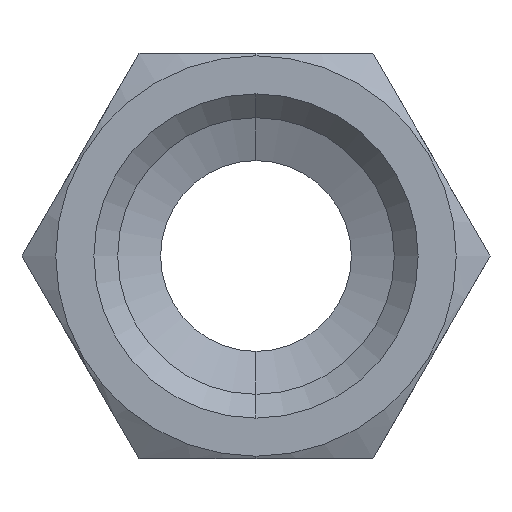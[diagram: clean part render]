
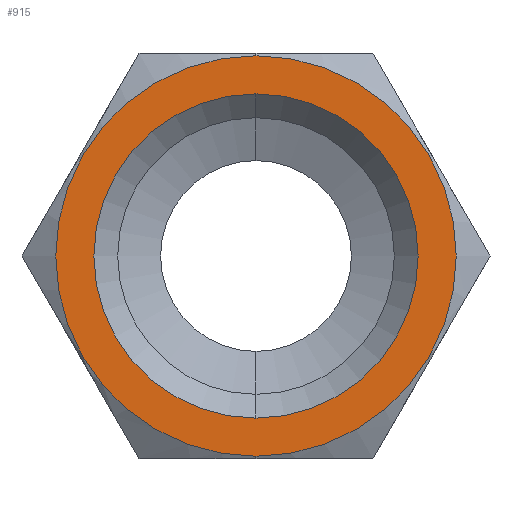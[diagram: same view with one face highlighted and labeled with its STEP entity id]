
A CAD part, front view. The second image highlights one B-rep face of the part: STEP entity #915.
In plain terms, the highlighted planar face has unit normal (0, -1, 0).
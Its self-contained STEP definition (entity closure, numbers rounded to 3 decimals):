
#29 = CARTESIAN_POINT ( 'NONE',  ( 0., -50.5, 8.4 ) ) ;
#33 = DIRECTION ( 'NONE',  ( 0., 0., -1. ) ) ;
#37 = CARTESIAN_POINT ( 'NONE',  ( 0., -50.5, 0. ) ) ;
#63 = CARTESIAN_POINT ( 'NONE',  ( 0., -50.5, -6.8 ) ) ;
#73 = CARTESIAN_POINT ( 'NONE',  ( 0., -50.5, -8.4 ) ) ;
#75 = DIRECTION ( 'NONE',  ( 0., 1., 0. ) ) ;
#90 = CARTESIAN_POINT ( 'NONE',  ( 0., -50.5, 6.8 ) ) ;
#101 = DIRECTION ( 'NONE',  ( 0., 0., 1. ) ) ;
#106 = DIRECTION ( 'NONE',  ( 0., -1., 0. ) ) ;
#112 = CARTESIAN_POINT ( 'NONE',  ( 0., -50.5, 0. ) ) ;
#136 = FACE_BOUND ( 'NONE', #526, .T. ) ;
#142 = FACE_OUTER_BOUND ( 'NONE', #519, .T. ) ;
#151 = ORIENTED_EDGE ( 'NONE', *, *, #881, .T. ) ;
#202 = ORIENTED_EDGE ( 'NONE', *, *, #949, .T. ) ;
#207 = ORIENTED_EDGE ( 'NONE', *, *, #882, .T. ) ;
#222 = ORIENTED_EDGE ( 'NONE', *, *, #961, .T. ) ;
#311 = CIRCLE ( 'NONE', #317, 8.4 ) ;
#317 = AXIS2_PLACEMENT_3D ( 'NONE', #1138, #1137, #1136 ) ;
#422 = CIRCLE ( 'NONE', #871, 6.8 ) ;
#466 = VERTEX_POINT ( 'NONE', #73 ) ;
#475 = VERTEX_POINT ( 'NONE', #63 ) ;
#507 = VERTEX_POINT ( 'NONE', #29 ) ;
#519 = EDGE_LOOP ( 'NONE', ( #151, #222 ) ) ;
#526 = EDGE_LOOP ( 'NONE', ( #202, #207 ) ) ;
#553 = VERTEX_POINT ( 'NONE', #90 ) ;
#735 = PLANE ( 'NONE',  #1037 ) ;
#736 = CARTESIAN_POINT ( 'NONE',  ( 8.4, -50.5, 0. ) ) ;
#768 = DIRECTION ( 'NONE',  ( 0., 0., -1. ) ) ;
#769 = DIRECTION ( 'NONE',  ( 0., -1., 0. ) ) ;
#847 = AXIS2_PLACEMENT_3D ( 'NONE', #37, #106, #33 ) ;
#851 = CIRCLE ( 'NONE', #847, 8.4 ) ;
#853 = AXIS2_PLACEMENT_3D ( 'NONE', #112, #75, #101 ) ;
#856 = CIRCLE ( 'NONE', #853, 6.8 ) ;
#871 = AXIS2_PLACEMENT_3D ( 'NONE', #1175, #1173, #1172 ) ;
#881 = EDGE_CURVE ( 'NONE', #507, #466, #851, .T. ) ;
#882 = EDGE_CURVE ( 'NONE', #553, #475, #856, .T. ) ;
#915 = ADVANCED_FACE ( 'NONE', ( #142, #136 ), #735, .T. ) ;
#949 = EDGE_CURVE ( 'NONE', #475, #553, #422, .T. ) ;
#961 = EDGE_CURVE ( 'NONE', #466, #507, #311, .T. ) ;
#1037 = AXIS2_PLACEMENT_3D ( 'NONE', #736, #769, #768 ) ;
#1136 = DIRECTION ( 'NONE',  ( 0., 0., -1. ) ) ;
#1137 = DIRECTION ( 'NONE',  ( 0., -1., 0. ) ) ;
#1138 = CARTESIAN_POINT ( 'NONE',  ( 0., -50.5, 0. ) ) ;
#1172 = DIRECTION ( 'NONE',  ( 0., 0., 1. ) ) ;
#1173 = DIRECTION ( 'NONE',  ( 0., 1., 0. ) ) ;
#1175 = CARTESIAN_POINT ( 'NONE',  ( 0., -50.5, 0. ) ) ;
